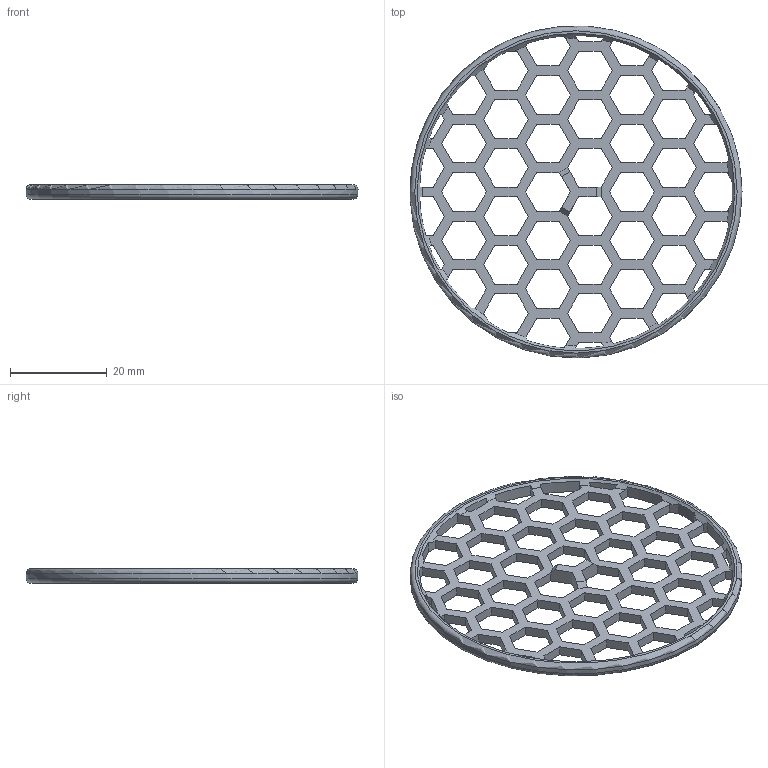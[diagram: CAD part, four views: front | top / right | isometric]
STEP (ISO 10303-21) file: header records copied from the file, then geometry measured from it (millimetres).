
FILE_DESCRIPTION(/* description */ (''),/* implementation_level */ '2;1');
FILE_NAME(/* name */ 'tray_hexagonal.stp',/* time_stamp */ '2018-10-22T08:32:15-07:00',/* author */ ('elopategi'),/* organization */ (''),/* preprocessor_version */ 'ST-DEVELOPER v16.5',/* originating_system */ 'Autodesk Inventor 2017',/* authorisation */ '');
FILE_SCHEMA (('AUTOMOTIVE_DESIGN { 1 0 10303 214 3 1 1 }'));
Length unit declared in the file: millimetre
Products named in the file (1): bandeja_Vhex
Bounding box: 68.48 x 68.47 x 3 mm (x, y, z)
Volume: 3499.8 mm3; surface area: 6155.1 mm2
Topology: 1 solids, 1 shells, 285 faces, 907 edges, 602 vertices
Faces by surface type: plane 259, cylinder 22, torus 2, cone 2
Full cylindrical faces by diameter (mm): 68.5 x1
Entity records: 10019 total; most frequent: CARTESIAN_POINT 1819, ORIENTED_EDGE 1798, DIRECTION 1537, EDGE_CURVE 899, LINE 795, VECTOR 795, VERTEX_POINT 599, AXIS2_PLACEMENT_3D 371
